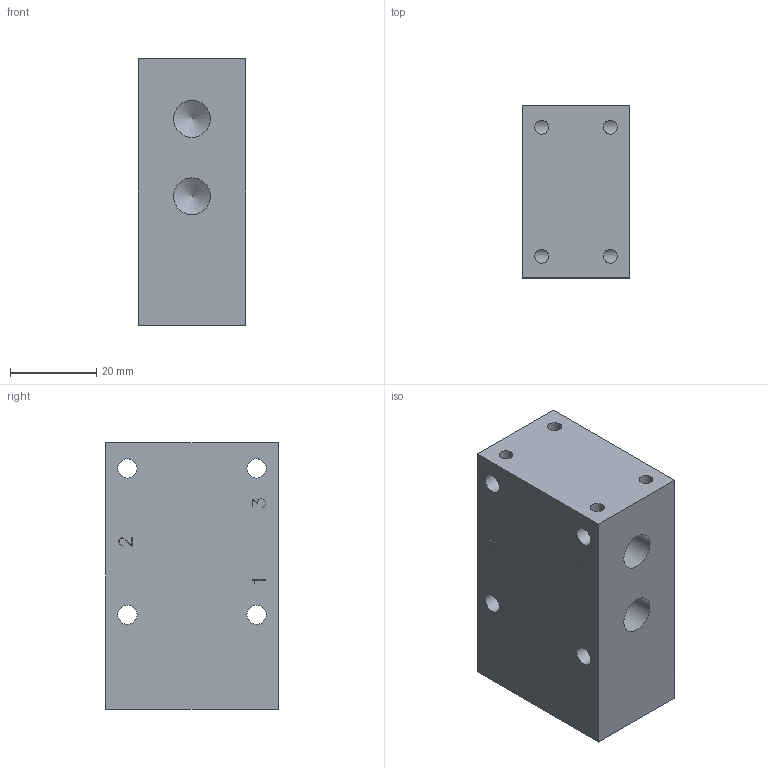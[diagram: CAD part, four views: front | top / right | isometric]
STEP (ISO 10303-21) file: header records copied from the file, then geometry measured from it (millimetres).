
FILE_DESCRIPTION (( 'STEP AP214' ), '1' );
FILE_NAME ('P-05-311_Airtec.step', '2018-12-06T07:51:25', ( '' ), ( '' ), 'SwSTEP 2.0', 'SolidWorks 2010', '' );
FILE_SCHEMA (( 'AUTOMOTIVE_DESIGN' ));
Length unit declared in the file: millimetre
Products named in the file (1): P-05-311_Airtec
Bounding box: 25 x 40 x 62 mm (x, y, z)
Volume: 57546.3 mm3; surface area: 12689.2 mm2
Topology: 1 solids, 1 shells, 162 faces, 464 edges, 310 vertices
Faces by surface type: plane 146, cylinder 12, cone 4
Full cylindrical faces by diameter (mm): 3.242 x4, 4.5 x4, 8.566 x4
Entity records: 5296 total; most frequent: CARTESIAN_POINT 1105, ORIENTED_EDGE 876, DIRECTION 780, EDGE_CURVE 438, LINE 414, VECTOR 414, VERTEX_POINT 300, EDGE_LOOP 200
